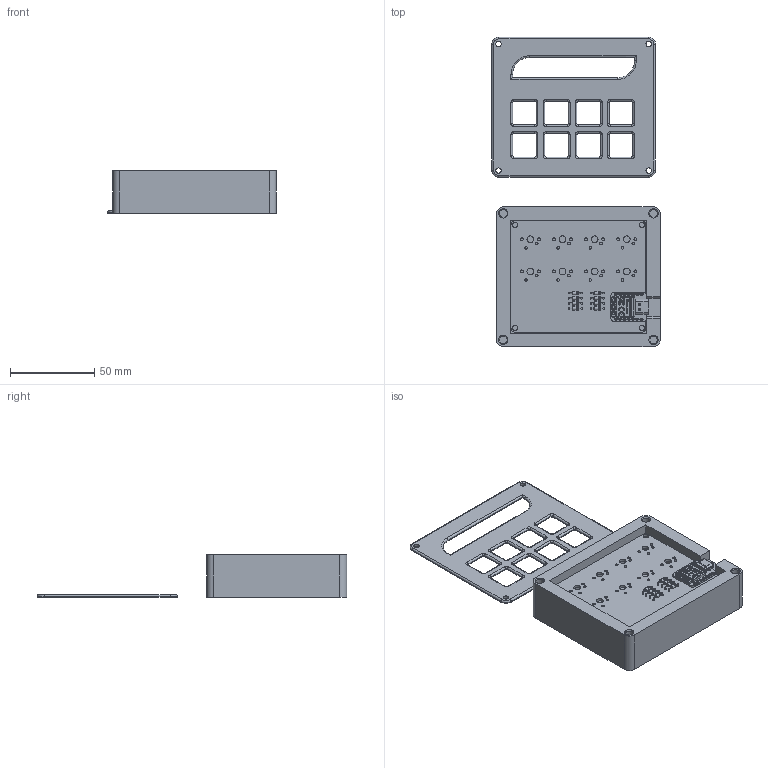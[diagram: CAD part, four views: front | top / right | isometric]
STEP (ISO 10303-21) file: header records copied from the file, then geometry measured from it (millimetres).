
FILE_DESCRIPTION(/* description */ (''),/* implementation_level */ '2;1');
FILE_NAME(/* name */ 'Final Render.step',/* time_stamp */ '2025-12-06T14:59:14-08:00',/* author */ (''),/* organization */ (''),/* preprocessor_version */ 'ST-DEVELOPER v20.1',/* originating_system */ 'Autodesk Translation Framework v14.21.0.0',/* authorisation */ '');
FILE_SCHEMA (('AUTOMOTIVE_DESIGN { 1 0 10303 214 3 1 1 }'));
Products named in the file (18): Final Render; Case_Lid; pcb 1; pcb_PCB; D_DO-35_SOD27_P7.62mm_Horizontal; Seeed Studio XIAO RP2040; main; type-c v2; smd_button v3; SK6805-2.4x2.7 v1; Shell; DOUT; DIN; VSS; VDD; smd_button v3(Mirror); Hackpad_Case; Hackpad Case
Assembly tree (24 placements, depth 5):
  Final Render
    Case_Lid
    pcb 1
      D_DO-35_SOD27_P7.62mm_Horizontal  x8
      pcb_PCB
    Seeed Studio XIAO RP2040
      main
        type-c v2
        smd_button v3
        SK6805-2.4x2.7 v1
          Shell
          DOUT
          DIN
          VSS
          VDD
        smd_button v3(Mirror)
    Hackpad_Case
      Hackpad Case
Bounding box: 99.86 x 183.41 x 25 mm (x, y, z)
Volume: 97704.2 mm3; surface area: 59471.9 mm2
Topology: 102 solids, 102 shells, 2116 faces, 5387 edges, 3520 vertices
Faces by surface type: plane 1184, bspline 423, cylinder 407, torus 82, cone 10, sphere 10
Full cylindrical faces by diameter (mm): 0.4 x1, 0.5 x26, 0.8 x30, 0.889 x14, 1.5 x18, 1.7 x16, 2 x17, 2.02 x8, 3.2 x8, 4 x8, 4.7 x8
Entity records: 63511 total; most frequent: CARTESIAN_POINT 16177, ORIENTED_EDGE 10366, DIRECTION 8413, EDGE_CURVE 5183, LINE 3537, VECTOR 3537, VERTEX_POINT 3394, AXIS2_PLACEMENT_3D 2438
